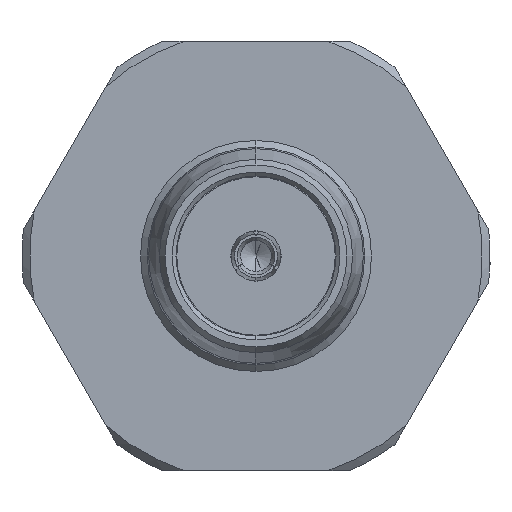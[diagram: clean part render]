
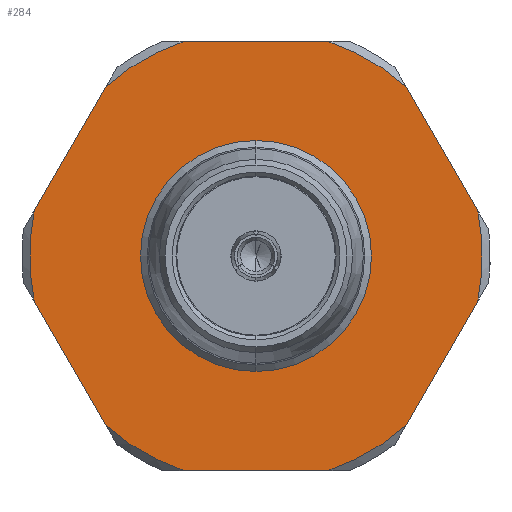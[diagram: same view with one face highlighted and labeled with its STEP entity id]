
A CAD part, left-side view. The second image highlights one B-rep face of the part: STEP entity #284.
In plain terms, the highlighted planar face has unit normal (-1, 0, 0).
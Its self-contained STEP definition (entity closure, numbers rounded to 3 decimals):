
#3 = AXIS2_PLACEMENT_3D ( 'NONE', #2361, #2362, #2363 ) ;
#7 = CIRCLE ( 'NONE', #3, 2.96 ) ;
#182 = AXIS2_PLACEMENT_3D ( 'NONE', #932, #927, #937 ) ;
#284 = ADVANCED_FACE ( 'NONE', ( #2031, #2032 ), #911, .T. ) ;
#365 = EDGE_CURVE ( 'NONE', #1328, #1329, #982, .T. ) ;
#372 = EDGE_CURVE ( 'NONE', #3756, #3802, #1014, .T. ) ;
#373 = EDGE_CURVE ( 'NONE', #1322, #1321, #997, .T. ) ;
#409 = EDGE_CURVE ( 'NONE', #1317, #1316, #1040, .T. ) ;
#443 = EDGE_CURVE ( 'NONE', #3802, #3756, #7, .T. ) ;
#911 = PLANE ( 'NONE',  #182 ) ;
#927 = DIRECTION ( 'NONE',  ( -1., 0., 0. ) ) ;
#932 = CARTESIAN_POINT ( 'NONE',  ( 9.3, 2.76, -5.5 ) ) ;
#937 = DIRECTION ( 'NONE',  ( 0., 0., 1. ) ) ;
#982 = CIRCLE ( 'NONE', #1000, 5.8 ) ;
#997 = CIRCLE ( 'NONE', #3897, 5.8 ) ;
#1000 = AXIS2_PLACEMENT_3D ( 'NONE', #3579, #3580, #3581 ) ;
#1011 = AXIS2_PLACEMENT_3D ( 'NONE', #3599, #3600, #3601 ) ;
#1014 = CIRCLE ( 'NONE', #1011, 2.96 ) ;
#1040 = CIRCLE ( 'NONE', #1041, 5.8 ) ;
#1041 = AXIS2_PLACEMENT_3D ( 'NONE', #3719, #3720, #3721 ) ;
#1274 = VERTEX_POINT ( 'NONE', #4043 ) ;
#1284 = VERTEX_POINT ( 'NONE', #4053 ) ;
#1298 = VERTEX_POINT ( 'NONE', #4067 ) ;
#1309 = VERTEX_POINT ( 'NONE', #4078 ) ;
#1310 = VERTEX_POINT ( 'NONE', #4079 ) ;
#1316 = VERTEX_POINT ( 'NONE', #4085 ) ;
#1317 = VERTEX_POINT ( 'NONE', #4086 ) ;
#1321 = VERTEX_POINT ( 'NONE', #4090 ) ;
#1322 = VERTEX_POINT ( 'NONE', #4091 ) ;
#1324 = VERTEX_POINT ( 'NONE', #4093 ) ;
#1328 = VERTEX_POINT ( 'NONE', #4097 ) ;
#1329 = VERTEX_POINT ( 'NONE', #4098 ) ;
#1437 = EDGE_LOOP ( 'NONE', ( #1792, #1794 ) ) ;
#1442 = EDGE_LOOP ( 'NONE', ( #1795, #1796, #1793, #1797, #1798, #1799, #1800, #1801, #1802, #1803, #1804, #1805 ) ) ;
#1792 = ORIENTED_EDGE ( 'NONE', *, *, #443, .T. ) ;
#1793 = ORIENTED_EDGE ( 'NONE', *, *, #3843, .T. ) ;
#1794 = ORIENTED_EDGE ( 'NONE', *, *, #372, .T. ) ;
#1795 = ORIENTED_EDGE ( 'NONE', *, *, #3809, .T. ) ;
#1796 = ORIENTED_EDGE ( 'NONE', *, *, #3829, .T. ) ;
#1797 = ORIENTED_EDGE ( 'NONE', *, *, #3846, .T. ) ;
#1798 = ORIENTED_EDGE ( 'NONE', *, *, #365, .T. ) ;
#1799 = ORIENTED_EDGE ( 'NONE', *, *, #3856, .T. ) ;
#1800 = ORIENTED_EDGE ( 'NONE', *, *, #373, .T. ) ;
#1801 = ORIENTED_EDGE ( 'NONE', *, *, #3852, .T. ) ;
#1802 = ORIENTED_EDGE ( 'NONE', *, *, #409, .T. ) ;
#1803 = ORIENTED_EDGE ( 'NONE', *, *, #3847, .T. ) ;
#1804 = ORIENTED_EDGE ( 'NONE', *, *, #3840, .T. ) ;
#1805 = ORIENTED_EDGE ( 'NONE', *, *, #3849, .T. ) ;
#2031 = FACE_BOUND ( 'NONE', #1437, .T. ) ;
#2032 = FACE_OUTER_BOUND ( 'NONE', #1442, .T. ) ;
#2361 = CARTESIAN_POINT ( 'NONE',  ( 9.3, 0., -5.5 ) ) ;
#2362 = DIRECTION ( 'NONE',  ( 1., 0., 0. ) ) ;
#2363 = DIRECTION ( 'NONE',  ( 0., 0., 1. ) ) ;
#2845 = CIRCLE ( 'NONE', #2846, 5.8 ) ;
#2846 = AXIS2_PLACEMENT_3D ( 'NONE', #4176, #4177, #4178 ) ;
#2876 = CIRCLE ( 'NONE', #2888, 5.8 ) ;
#2879 = VECTOR ( 'NONE', #4240, 1000. ) ;
#2888 = AXIS2_PLACEMENT_3D ( 'NONE', #4333, #4334, #4335 ) ;
#2891 = CIRCLE ( 'NONE', #2894, 5.8 ) ;
#2894 = AXIS2_PLACEMENT_3D ( 'NONE', #4342, #4343, #4344 ) ;
#2897 = VECTOR ( 'NONE', #4351, 1000. ) ;
#2899 = VECTOR ( 'NONE', #4353, 1000. ) ;
#2901 = VECTOR ( 'NONE', #4359, 1000. ) ;
#2903 = VECTOR ( 'NONE', #4368, 1000. ) ;
#2907 = VECTOR ( 'NONE', #4379, 1000. ) ;
#3579 = CARTESIAN_POINT ( 'NONE',  ( 9.3, 0., -5.5 ) ) ;
#3580 = DIRECTION ( 'NONE',  ( -1., 0., 0. ) ) ;
#3581 = DIRECTION ( 'NONE',  ( 0., 0., 1. ) ) ;
#3599 = CARTESIAN_POINT ( 'NONE',  ( 9.3, 0., -5.5 ) ) ;
#3600 = DIRECTION ( 'NONE',  ( 1., 0., 0. ) ) ;
#3601 = DIRECTION ( 'NONE',  ( 0., 0., 1. ) ) ;
#3602 = CARTESIAN_POINT ( 'NONE',  ( 9.3, 0., -5.5 ) ) ;
#3603 = DIRECTION ( 'NONE',  ( -1., 0., 0. ) ) ;
#3604 = DIRECTION ( 'NONE',  ( 0., 0., 1. ) ) ;
#3719 = CARTESIAN_POINT ( 'NONE',  ( 9.3, 0., -5.5 ) ) ;
#3720 = DIRECTION ( 'NONE',  ( -1., 0., 0. ) ) ;
#3721 = DIRECTION ( 'NONE',  ( 0., 0., 1. ) ) ;
#3756 = VERTEX_POINT ( 'NONE', #4125 ) ;
#3802 = VERTEX_POINT ( 'NONE', #4165 ) ;
#3809 = EDGE_CURVE ( 'NONE', #1298, #1324, #2845, .T. ) ;
#3829 = EDGE_CURVE ( 'NONE', #1324, #1284, #4258, .T. ) ;
#3840 = EDGE_CURVE ( 'NONE', #1310, #1309, #2876, .T. ) ;
#3843 = EDGE_CURVE ( 'NONE', #1284, #1274, #2891, .T. ) ;
#3846 = EDGE_CURVE ( 'NONE', #1274, #1328, #4271, .T. ) ;
#3847 = EDGE_CURVE ( 'NONE', #1316, #1310, #4272, .T. ) ;
#3849 = EDGE_CURVE ( 'NONE', #1309, #1298, #4273, .T. ) ;
#3852 = EDGE_CURVE ( 'NONE', #1321, #1317, #4277, .T. ) ;
#3856 = EDGE_CURVE ( 'NONE', #1329, #1322, #4281, .T. ) ;
#3897 = AXIS2_PLACEMENT_3D ( 'NONE', #3602, #3603, #3604 ) ;
#4043 = CARTESIAN_POINT ( 'NONE',  ( 9.3, 5.684, -6.655 ) ) ;
#4053 = CARTESIAN_POINT ( 'NONE',  ( 9.3, 5.684, -4.345 ) ) ;
#4067 = CARTESIAN_POINT ( 'NONE',  ( 9.3, 1.841, 0. ) ) ;
#4078 = CARTESIAN_POINT ( 'NONE',  ( 9.3, -1.841, 0. ) ) ;
#4079 = CARTESIAN_POINT ( 'NONE',  ( 9.3, -3.843, -1.155 ) ) ;
#4085 = CARTESIAN_POINT ( 'NONE',  ( 9.3, -5.684, -4.345 ) ) ;
#4086 = CARTESIAN_POINT ( 'NONE',  ( 9.3, -5.684, -6.655 ) ) ;
#4090 = CARTESIAN_POINT ( 'NONE',  ( 9.3, -3.843, -9.845 ) ) ;
#4091 = CARTESIAN_POINT ( 'NONE',  ( 9.3, -1.841, -11. ) ) ;
#4093 = CARTESIAN_POINT ( 'NONE',  ( 9.3, 3.843, -1.155 ) ) ;
#4097 = CARTESIAN_POINT ( 'NONE',  ( 9.3, 3.843, -9.845 ) ) ;
#4098 = CARTESIAN_POINT ( 'NONE',  ( 9.3, 1.841, -11. ) ) ;
#4125 = CARTESIAN_POINT ( 'NONE',  ( 9.3, 0., -2.54 ) ) ;
#4165 = CARTESIAN_POINT ( 'NONE',  ( 9.3, 0., -8.46 ) ) ;
#4176 = CARTESIAN_POINT ( 'NONE',  ( 9.3, 0., -5.5 ) ) ;
#4177 = DIRECTION ( 'NONE',  ( -1., 0., 0. ) ) ;
#4178 = DIRECTION ( 'NONE',  ( 0., 0., 1. ) ) ;
#4239 = CARTESIAN_POINT ( 'NONE',  ( 9.3, 5.453, -3.945 ) ) ;
#4240 = DIRECTION ( 'NONE',  ( 0., 0.5, -0.866 ) ) ;
#4258 = LINE ( 'NONE', #4239, #2879 ) ;
#4271 = LINE ( 'NONE', #4350, #2897 ) ;
#4272 = LINE ( 'NONE', #4352, #2899 ) ;
#4273 = LINE ( 'NONE', #4358, #2901 ) ;
#4277 = LINE ( 'NONE', #4367, #2903 ) ;
#4281 = LINE ( 'NONE', #4378, #2907 ) ;
#4333 = CARTESIAN_POINT ( 'NONE',  ( 9.3, 0., -5.5 ) ) ;
#4334 = DIRECTION ( 'NONE',  ( -1., 0., 0. ) ) ;
#4335 = DIRECTION ( 'NONE',  ( 0., 0., 1. ) ) ;
#4342 = CARTESIAN_POINT ( 'NONE',  ( 9.3, 0., -5.5 ) ) ;
#4343 = DIRECTION ( 'NONE',  ( -1., 0., 0. ) ) ;
#4344 = DIRECTION ( 'NONE',  ( 0., 0., 1. ) ) ;
#4350 = CARTESIAN_POINT ( 'NONE',  ( 9.3, 5.453, -7.055 ) ) ;
#4351 = DIRECTION ( 'NONE',  ( 0., -0.5, -0.866 ) ) ;
#4352 = CARTESIAN_POINT ( 'NONE',  ( 9.3, -4.073, -1.555 ) ) ;
#4353 = DIRECTION ( 'NONE',  ( 0., 0.5, 0.866 ) ) ;
#4358 = CARTESIAN_POINT ( 'NONE',  ( 9.3, 2.76, 0. ) ) ;
#4359 = DIRECTION ( 'NONE',  ( 0., 1., 0. ) ) ;
#4367 = CARTESIAN_POINT ( 'NONE',  ( 9.3, -4.073, -9.445 ) ) ;
#4368 = DIRECTION ( 'NONE',  ( 0., -0.5, 0.866 ) ) ;
#4378 = CARTESIAN_POINT ( 'NONE',  ( 9.3, 2.76, -11. ) ) ;
#4379 = DIRECTION ( 'NONE',  ( 0., -1., 0. ) ) ;
